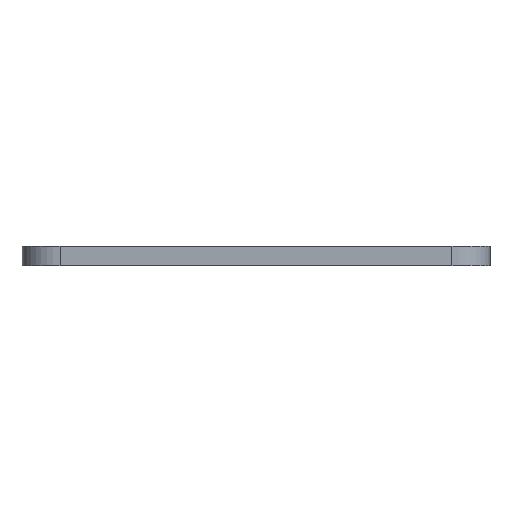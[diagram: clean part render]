
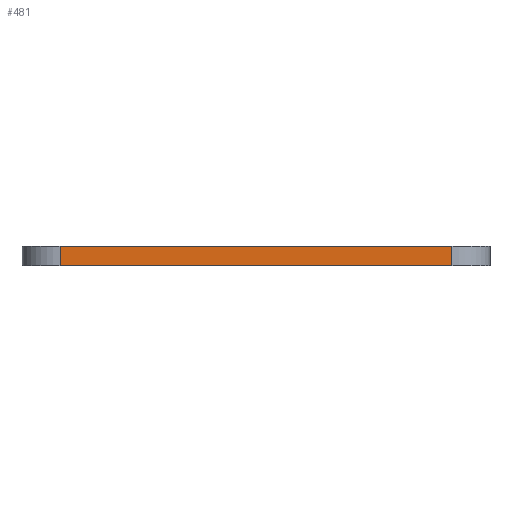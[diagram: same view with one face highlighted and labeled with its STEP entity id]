
A CAD part, left-side view. The second image highlights one B-rep face of the part: STEP entity #481.
In plain terms, the highlighted planar face has unit normal (-1, 0, 0).
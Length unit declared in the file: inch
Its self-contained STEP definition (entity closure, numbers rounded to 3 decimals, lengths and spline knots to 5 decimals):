
#2 = PLANE ( 'NONE',  #535 ) ;
#12 = ORIENTED_EDGE ( 'NONE', *, *, #587, .T. ) ;
#28 = ORIENTED_EDGE ( 'NONE', *, *, #327, .F. ) ;
#48 = ORIENTED_EDGE ( 'NONE', *, *, #738, .T. ) ;
#54 = DIRECTION ( 'NONE',  ( -1., 0., 0. ) ) ;
#74 = FACE_OUTER_BOUND ( 'NONE', #641, .T. ) ;
#84 = CARTESIAN_POINT ( 'NONE',  ( -1.34449, -0.9685, -0.07874 ) ) ;
#91 = ORIENTED_EDGE ( 'NONE', *, *, #431, .T. ) ;
#106 = CARTESIAN_POINT ( 'NONE',  ( -1.34449, 0.81102, -0.07874 ) ) ;
#132 = CARTESIAN_POINT ( 'NONE',  ( -1.34449, -0.9685, -0.07874 ) ) ;
#136 = VERTEX_POINT ( 'NONE', #452 ) ;
#137 = CARTESIAN_POINT ( 'NONE',  ( -1.34449, -0.81102, -0.07874 ) ) ;
#164 = CARTESIAN_POINT ( 'NONE',  ( -1.34449, 0.81102, 0. ) ) ;
#304 = VERTEX_POINT ( 'NONE', #648 ) ;
#327 = EDGE_CURVE ( 'NONE', #371, #304, #350, .T. ) ;
#350 = LINE ( 'NONE', #401, #647 ) ;
#371 = VERTEX_POINT ( 'NONE', #164 ) ;
#377 = DIRECTION ( 'NONE',  ( 0., 0., 1. ) ) ;
#401 = CARTESIAN_POINT ( 'NONE',  ( -1.34449, -0.9685, 0. ) ) ;
#407 = DIRECTION ( 'NONE',  ( 0., -1., 0. ) ) ;
#431 = EDGE_CURVE ( 'NONE', #136, #304, #543, .T. ) ;
#452 = CARTESIAN_POINT ( 'NONE',  ( -1.34449, -0.81102, -0.07874 ) ) ;
#466 = CARTESIAN_POINT ( 'NONE',  ( -1.34449, 0.81102, -0.07874 ) ) ;
#481 = ADVANCED_FACE ( 'NONE', ( #74 ), #2, .T. ) ;
#497 = VECTOR ( 'NONE', #726, 39.37008 ) ;
#535 = AXIS2_PLACEMENT_3D ( 'NONE', #132, #54, #377 ) ;
#543 = LINE ( 'NONE', #137, #497 ) ;
#562 = VECTOR ( 'NONE', #580, 39.37008 ) ;
#580 = DIRECTION ( 'NONE',  ( 0., -1., 0. ) ) ;
#587 = EDGE_CURVE ( 'NONE', #705, #136, #638, .T. ) ;
#601 = VECTOR ( 'NONE', #779, 39.37008 ) ;
#638 = LINE ( 'NONE', #84, #562 ) ;
#641 = EDGE_LOOP ( 'NONE', ( #28, #48, #12, #91 ) ) ;
#647 = VECTOR ( 'NONE', #407, 39.37008 ) ;
#648 = CARTESIAN_POINT ( 'NONE',  ( -1.34449, -0.81102, 0. ) ) ;
#705 = VERTEX_POINT ( 'NONE', #466 ) ;
#720 = LINE ( 'NONE', #106, #601 ) ;
#726 = DIRECTION ( 'NONE',  ( 0., 0., 1. ) ) ;
#738 = EDGE_CURVE ( 'NONE', #371, #705, #720, .T. ) ;
#779 = DIRECTION ( 'NONE',  ( 0., 0., -1. ) ) ;
